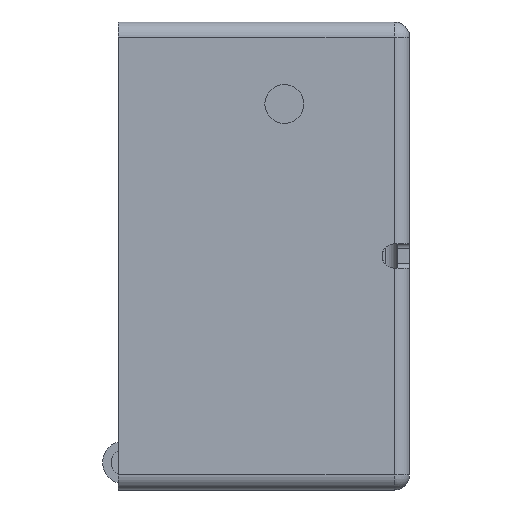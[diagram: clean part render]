
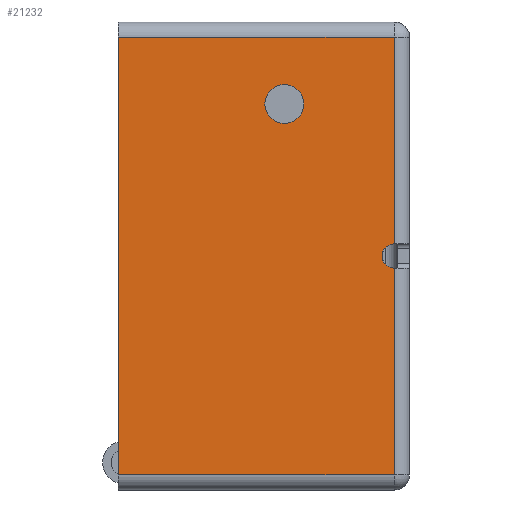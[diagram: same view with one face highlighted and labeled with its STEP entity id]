
A CAD part, left-side view. The second image highlights one B-rep face of the part: STEP entity #21232.
In plain terms, the highlighted planar face has unit normal (-1, 0, 0).
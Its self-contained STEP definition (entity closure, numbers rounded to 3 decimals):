
#234=FACE_BOUND('',#2645,.T.);
#451=PLANE('',#22461);
#1468=FACE_OUTER_BOUND('',#2644,.T.);
#2644=EDGE_LOOP('',(#15713,#15714,#15715,#15716,#15717,#15718));
#2645=EDGE_LOOP('',(#15719));
#3808=CIRCLE('',#22452,2.);
#3813=CIRCLE('',#22462,3.2);
#5118=LINE('',#32902,#7329);
#5119=LINE('',#32904,#7330);
#5120=LINE('',#32906,#7331);
#5121=LINE('',#32908,#7332);
#5122=LINE('',#32909,#7333);
#7329=VECTOR('',#24625,10.);
#7330=VECTOR('',#24626,10.);
#7331=VECTOR('',#24627,10.);
#7332=VECTOR('',#24628,10.);
#7333=VECTOR('',#24629,10.);
#9753=VERTEX_POINT('',#32842);
#9757=VERTEX_POINT('',#32874);
#9765=VERTEX_POINT('',#32901);
#9766=VERTEX_POINT('',#32903);
#9767=VERTEX_POINT('',#32905);
#9768=VERTEX_POINT('',#32907);
#9769=VERTEX_POINT('',#32910);
#12068=EDGE_CURVE('',#9753,#9757,#3808,.T.);
#12081=EDGE_CURVE('',#9765,#9757,#5118,.T.);
#12082=EDGE_CURVE('',#9765,#9766,#5119,.T.);
#12083=EDGE_CURVE('',#9767,#9766,#5120,.T.);
#12084=EDGE_CURVE('',#9768,#9767,#5121,.T.);
#12085=EDGE_CURVE('',#9753,#9768,#5122,.T.);
#12086=EDGE_CURVE('',#9769,#9769,#3813,.T.);
#15713=ORIENTED_EDGE('',*,*,#12068,.T.);
#15714=ORIENTED_EDGE('',*,*,#12081,.F.);
#15715=ORIENTED_EDGE('',*,*,#12082,.T.);
#15716=ORIENTED_EDGE('',*,*,#12083,.F.);
#15717=ORIENTED_EDGE('',*,*,#12084,.F.);
#15718=ORIENTED_EDGE('',*,*,#12085,.F.);
#15719=ORIENTED_EDGE('',*,*,#12086,.T.);
#21232=ADVANCED_FACE('',(#1468,#234),#451,.T.);
#22452=AXIS2_PLACEMENT_3D('',#32876,#24597,#24598);
#22461=AXIS2_PLACEMENT_3D('',#32900,#24623,#24624);
#22462=AXIS2_PLACEMENT_3D('',#32911,#24630,#24631);
#24597=DIRECTION('center_axis',(1.,0.,0.));
#24598=DIRECTION('ref_axis',(0.,-1.,0.));
#24623=DIRECTION('center_axis',(-1.,0.,0.));
#24624=DIRECTION('ref_axis',(0.,0.,-1.));
#24625=DIRECTION('',(0.,0.,-1.));
#24626=DIRECTION('',(0.,1.,0.));
#24627=DIRECTION('',(0.,0.,1.));
#24628=DIRECTION('',(0.,1.,0.));
#24629=DIRECTION('',(0.,0.,-1.));
#24630=DIRECTION('center_axis',(1.,0.,0.));
#24631=DIRECTION('ref_axis',(0.,-1.,0.));
#32842=CARTESIAN_POINT('',(-14.,-43.06,106.));
#32874=CARTESIAN_POINT('',(-14.,-43.06,110.));
#32876=CARTESIAN_POINT('Origin',(-14.,-43.06,108.));
#32900=CARTESIAN_POINT('Origin',(-14.,1.44,146.5));
#32901=CARTESIAN_POINT('',(-14.,-43.06,144.));
#32902=CARTESIAN_POINT('',(-14.,-43.06,127.25));
#32903=CARTESIAN_POINT('',(-14.,2.34,144.));
#32904=CARTESIAN_POINT('',(-14.,1.44,144.));
#32905=CARTESIAN_POINT('',(-14.,2.34,72.));
#32906=CARTESIAN_POINT('',(-14.,2.34,127.25));
#32907=CARTESIAN_POINT('',(-14.,-43.06,72.));
#32908=CARTESIAN_POINT('',(-14.,1.44,72.));
#32909=CARTESIAN_POINT('',(-14.,-43.06,127.25));
#32910=CARTESIAN_POINT('',(-14.,-21.778,133.));
#32911=CARTESIAN_POINT('Origin',(-14.,-24.978,133.));
